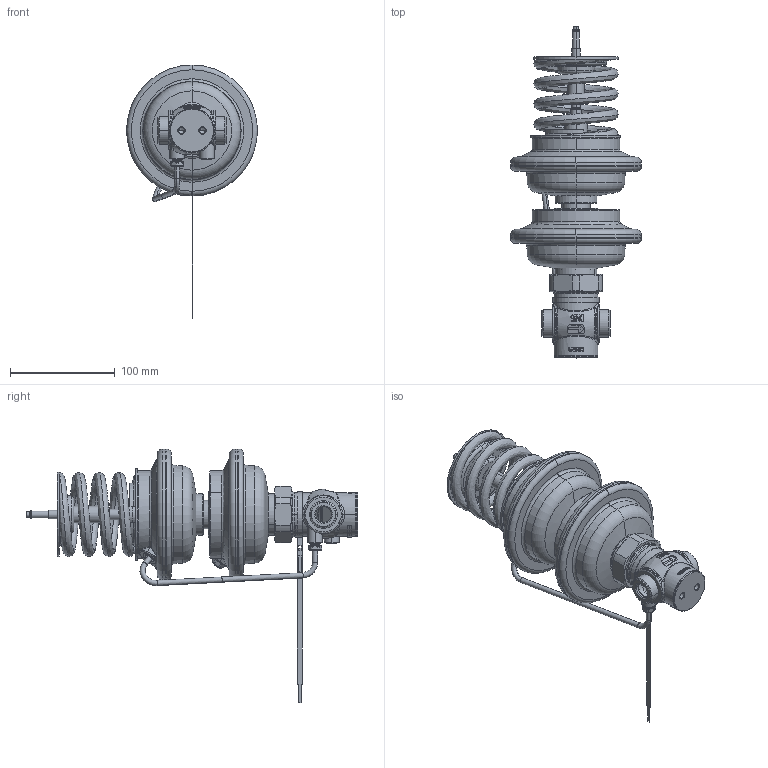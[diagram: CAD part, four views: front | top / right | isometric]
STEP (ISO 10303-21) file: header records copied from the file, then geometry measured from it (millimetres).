
FILE_DESCRIPTION((''),'2;1');
FILE_NAME('003H6675_ASM','2015-03-12T',('u317927'),('Danfoss'),'PRO/ENGINEER BY PARAMETRIC TECHNOLOGY CORPORATION, 2014000','PRO/ENGINEER BY PARAMETRIC TECHNOLOGY CORPORATION, 2014000','');
FILE_SCHEMA(('CONFIG_CONTROL_DESIGN'));
Products named in the file (29): 8882982; 8882977_ASM; 8882888_ASM; 8882820; 5454030; 8882056; 88810790_ZAVIHAN; 8883732; 8883810; 8883905; 100002281ZI00; 8883814_ASM; 8883849; 8881074; 8881075; 8881076; 8883848; 8890090; 8881085; 8881102; 8883785_ASM; 5211524; 8881022; 88820060; 8882902; 1206227; 8881111; 8883573; 003H6675_ASM
Assembly tree (34 placements, depth 4):
  003H6675_ASM
    8882977_ASM
      8882982
    8882888_ASM
    8882820
    5454030  x3
    8882056
    8883785_ASM
      88810790_ZAVIHAN  x2
      8883732
      8883810  x2
      8883905
      8883814_ASM
        100002281ZI00
      8883849
      8881074
      8881075
      8881076
      8883848
      8890090
      8881085
      8881102
    5211524  x2
    8881022  x2
    88820060
    8882902
    1206227
    8881111
    8883573
Bounding box: 125.09 x 317 x 242.55 mm (x, y, z)
Volume: 528423.9 mm3; surface area: 302989.7 mm2
Topology: 30 solids, 53 shells, 2292 faces, 5610 edges, 3499 vertices
Faces by surface type: plane 1051, cylinder 484, cone 348, torus 266, bspline 127, sphere 16
Entity records: 61869 total; most frequent: CARTESIAN_POINT 19871, ORIENTED_EDGE 8730, DIRECTION 8550, EDGE_CURVE 4415, AXIS2_PLACEMENT_3D 3465, VERTEX_POINT 2761, EDGE_LOOP 1970, FACE_OUTER_BOUND 1810
